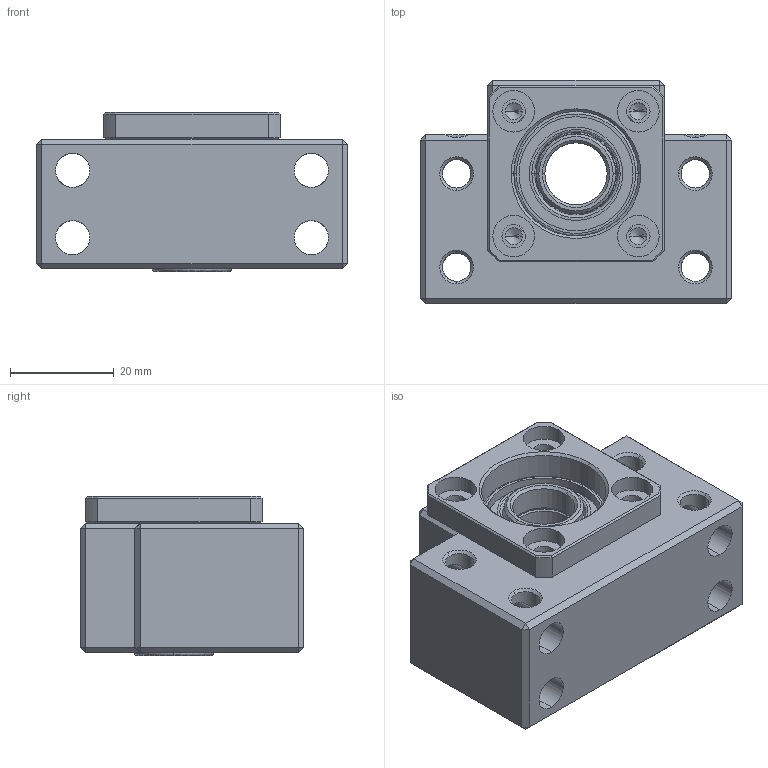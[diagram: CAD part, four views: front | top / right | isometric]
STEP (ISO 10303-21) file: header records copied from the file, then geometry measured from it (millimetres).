
FILE_DESCRIPTION (( 'STEP AP203' ), '1' );
FILE_NAME ('BK12.STEP', '2015-03-16T19:15:51', ( 'Jim Meade' ), ( 'Hewlett-Packard' ), 'SwSTEP 2.0', 'SolidWorks 2015', '' );
FILE_SCHEMA (( 'CONFIG_CONTROL_DESIGN' ));
Length unit declared in the file: millimetre
Products named in the file (1): BK12
Bounding box: 60 x 43 x 30.65 mm (x, y, z)
Volume: 46593.8 mm3; surface area: 27190.5 mm2
Topology: 34 solids, 34 shells, 406 faces, 1028 edges, 584 vertices
Faces by surface type: bspline 136, cylinder 124, plane 88, cone 58
Entity records: 14299 total; most frequent: CARTESIAN_POINT 5485, ORIENTED_EDGE 1848, DIRECTION 1798, EDGE_CURVE 924, AXIS2_PLACEMENT_3D 749, VERTEX_POINT 584, CIRCLE 478, EDGE_LOOP 464
